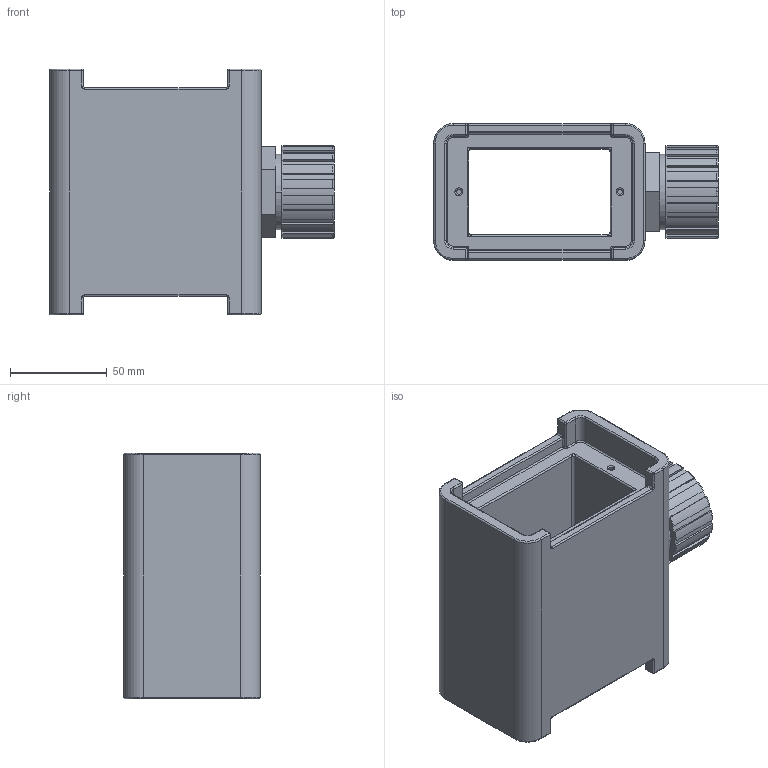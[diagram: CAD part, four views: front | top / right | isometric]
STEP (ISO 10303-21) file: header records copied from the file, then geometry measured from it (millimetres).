
FILE_DESCRIPTION (( 'STEP AP214' ), '1' );
FILE_NAME ('BRY3099.step', '2016-08-29T18:36:16', ( '' ), ( '' ), 'SwSTEP 2.0', 'SolidWorks 2016', '' );
FILE_SCHEMA (( 'AUTOMOTIVE_DESIGN' ));
Length unit declared in the file: inch
Products named in the file (1): BRY3099
Bounding box: 147 x 70.4 x 127 mm (x, y, z)
Volume: 479117.2 mm3; surface area: 97599.4 mm2
Topology: 3 solids, 3 shells, 382 faces, 939 edges, 539 vertices
Faces by surface type: cylinder 174, plane 101, torus 74, sphere 23, bspline 8, cone 2
Entity records: 11392 total; most frequent: CARTESIAN_POINT 2260, DIRECTION 2090, ORIENTED_EDGE 1816, EDGE_CURVE 908, AXIS2_PLACEMENT_3D 825, VERTEX_POINT 539, CIRCLE 450, LINE 440
